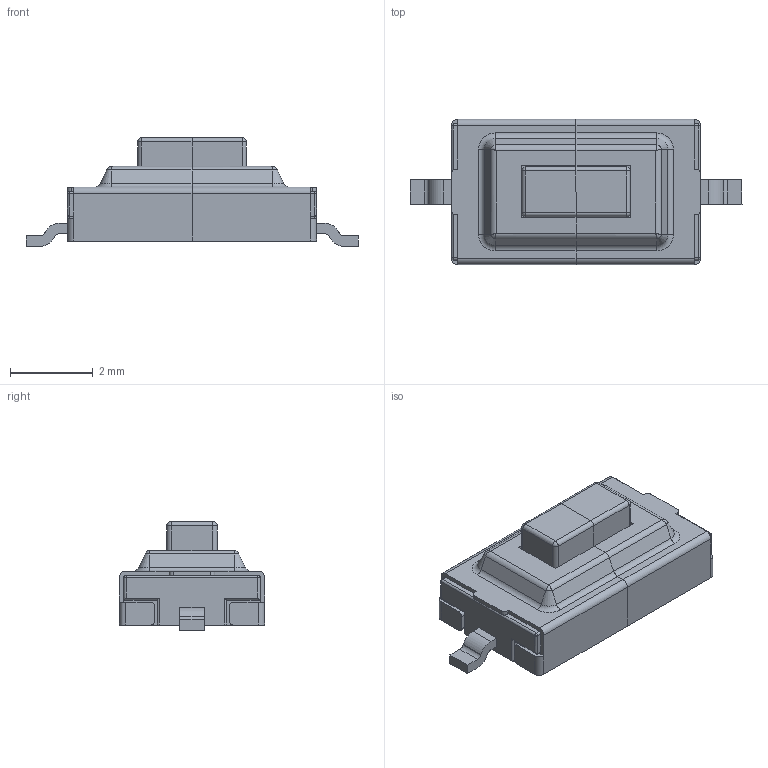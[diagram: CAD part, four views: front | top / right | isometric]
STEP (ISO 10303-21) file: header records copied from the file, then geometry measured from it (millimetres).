
FILE_DESCRIPTION (( 'STEP AP214' ), '1' );
FILE_NAME ('TSW SMD-3x6x2.51.STEP', '2018-02-01T03:21:43', ( 'Microsoft' ), ( 'Microsoft' ), 'SwSTEP 2.0', 'SolidWorks 2016', '' );
FILE_SCHEMA (( 'AUTOMOTIVE_DESIGN' ));
Length unit declared in the file: millimetre
Products named in the file (4): 761204552; TSW_SMD-3x6x2.5; LOGOԲ; TSW SMD-3x6x2.51
Assembly tree (3 placements, depth 3):
  TSW SMD-3x6x2.51
    761204552
      LOGOԲ
      TSW_SMD-3x6x2.5
Bounding box: 8 x 3.5 x 2.62 mm (x, y, z)
Volume: 34.4 mm3; surface area: 158 mm2
Topology: 4 solids, 18 shells, 309 faces, 777 edges, 490 vertices
Faces by surface type: plane 172, cylinder 88, bspline 33, sphere 8, cone 4, torus 4
Entity records: 14137 total; most frequent: CARTESIAN_POINT 3301, ORIENTED_EDGE 1526, DIRECTION 1415, EDGE_CURVE 765, VECTOR 527, LINE 527, VERTEX_POINT 490, AXIS2_PLACEMENT_3D 444
